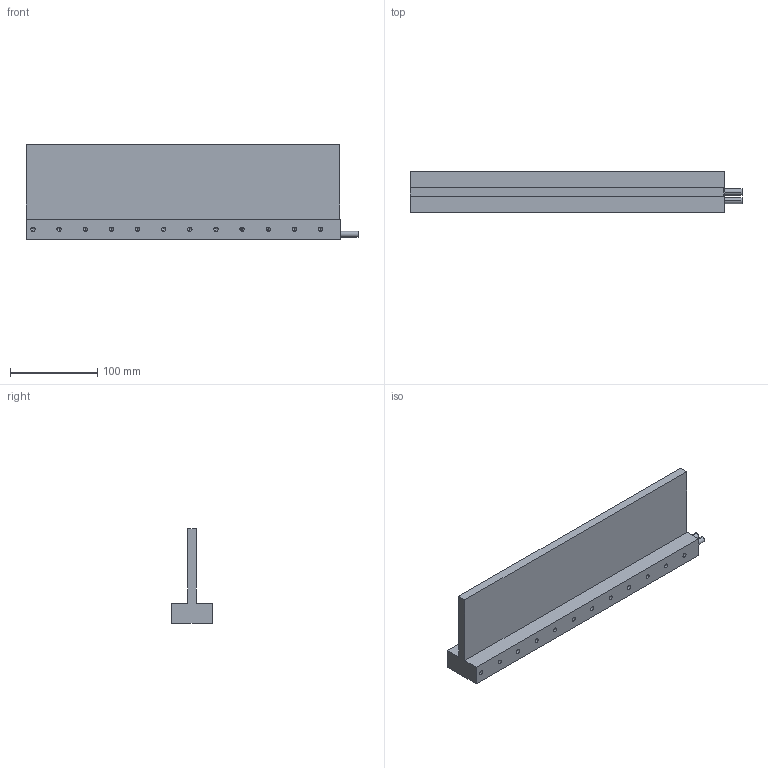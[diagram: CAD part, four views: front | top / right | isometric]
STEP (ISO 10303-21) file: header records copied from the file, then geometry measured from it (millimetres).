
FILE_DESCRIPTION (( 'STEP AP203' ), '1' );
FILE_NAME ('ZWU-60A-3-MODEL-A01.step', '2022-09-08T12:53:03', ( '' ), ( '' ), 'SwSTEP 2.0', 'SolidWorks 2020', '' );
FILE_SCHEMA (( 'CONFIG_CONTROL_DESIGN' ));
Length unit declared in the file: millimetre
Products named in the file (1): ZWU-60A-3-MODEL-A01
Bounding box: 381 x 47 x 108.8 mm (x, y, z)
Volume: 698130.1 mm3; surface area: 123055.1 mm2
Topology: 1 solids, 1 shells, 208 faces, 516 edges, 264 vertices
Faces by surface type: cylinder 100, cone 96, plane 12
Entity records: 5517 total; most frequent: DIRECTION 1038, CARTESIAN_POINT 893, ORIENTED_EDGE 840, EDGE_CURVE 420, AXIS2_PLACEMENT_3D 409, VERTEX_POINT 264, EDGE_LOOP 258, VECTOR 220
